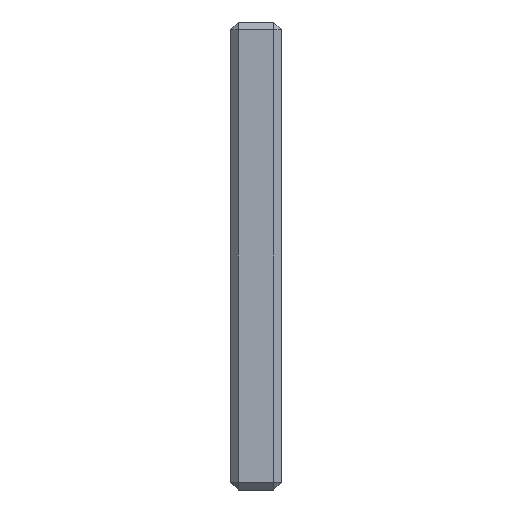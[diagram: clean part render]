
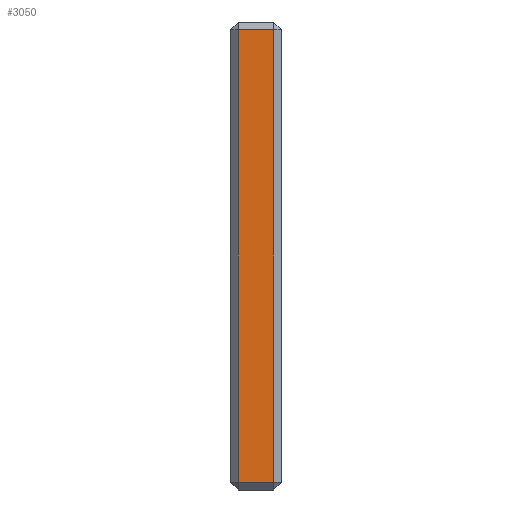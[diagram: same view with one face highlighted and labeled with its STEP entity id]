
A CAD part, left-side view. The second image highlights one B-rep face of the part: STEP entity #3050.
In plain terms, the highlighted face is planar.
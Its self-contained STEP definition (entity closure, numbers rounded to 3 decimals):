
#2146 = CARTESIAN_POINT ( 'NONE',  ( -89.5, -737.196, 3. ) ) ;
#2147 = DIRECTION ( 'NONE',  ( 0., 0., -1. ) ) ;
#2148 = VECTOR ( 'NONE', #2147, 1000. ) ;
#2149 = CARTESIAN_POINT ( 'NONE',  ( -89.5, -737.196, 20. ) ) ;
#2150 = LINE ( 'NONE', #2149, #2148 ) ;
#2173 = CARTESIAN_POINT ( 'NONE',  ( 89.5, -737.196, 17. ) ) ;
#2208 = CARTESIAN_POINT ( 'NONE',  ( 89.5, -737.196, 3. ) ) ;
#2219 = CARTESIAN_POINT ( 'NONE',  ( -89.5, -737.196, 17. ) ) ;
#2221 = DIRECTION ( 'NONE',  ( -1., 0., 0. ) ) ;
#2222 = VECTOR ( 'NONE', #2221, 1000. ) ;
#2223 = CARTESIAN_POINT ( 'NONE',  ( -92.5, -737.196, 17. ) ) ;
#2224 = LINE ( 'NONE', #2223, #2222 ) ;
#2225 = DIRECTION ( 'NONE',  ( 0., 0., 1. ) ) ;
#2226 = VECTOR ( 'NONE', #2225, 1000. ) ;
#2227 = CARTESIAN_POINT ( 'NONE',  ( 89.5, -737.196, 20. ) ) ;
#2228 = LINE ( 'NONE', #2227, #2226 ) ;
#2280 = DIRECTION ( 'NONE',  ( 0., 0., 1. ) ) ;
#2281 = DIRECTION ( 'NONE',  ( 0., 1., 0. ) ) ;
#2282 = CARTESIAN_POINT ( 'NONE',  ( -92.5, -737.196, 20. ) ) ;
#2283 = AXIS2_PLACEMENT_3D ( 'NONE', #2282, #2281, #2280 ) ;
#2284 = PLANE ( 'NONE',  #2283 ) ;
#2285 = FACE_OUTER_BOUND ( 'NONE', #3051, .T. ) ;
#2311 = DIRECTION ( 'NONE',  ( 1., 0., 0. ) ) ;
#2312 = VECTOR ( 'NONE', #2311, 1000. ) ;
#2313 = CARTESIAN_POINT ( 'NONE',  ( -92.5, -737.196, 3. ) ) ;
#2314 = LINE ( 'NONE', #2313, #2312 ) ;
#3000 = VERTEX_POINT ( 'NONE', #2173 ) ;
#3003 = ORIENTED_EDGE ( 'NONE', *, *, #3039, .T. ) ;
#3014 = ORIENTED_EDGE ( 'NONE', *, *, #3065, .T. ) ;
#3015 = EDGE_CURVE ( 'NONE', #3043, #3016, #2150, .T. ) ;
#3016 = VERTEX_POINT ( 'NONE', #2146 ) ;
#3023 = ORIENTED_EDGE ( 'NONE', *, *, #3015, .T. ) ;
#3024 = VERTEX_POINT ( 'NONE', #2208 ) ;
#3038 = EDGE_CURVE ( 'NONE', #3024, #3000, #2228, .T. ) ;
#3039 = EDGE_CURVE ( 'NONE', #3000, #3043, #2224, .T. ) ;
#3043 = VERTEX_POINT ( 'NONE', #2219 ) ;
#3050 = ADVANCED_FACE ( 'NONE', ( #2285 ), #2284, .F. ) ;
#3051 = EDGE_LOOP ( 'NONE', ( #3099, #3003, #3023, #3014 ) ) ;
#3065 = EDGE_CURVE ( 'NONE', #3016, #3024, #2314, .T. ) ;
#3099 = ORIENTED_EDGE ( 'NONE', *, *, #3038, .T. ) ;
